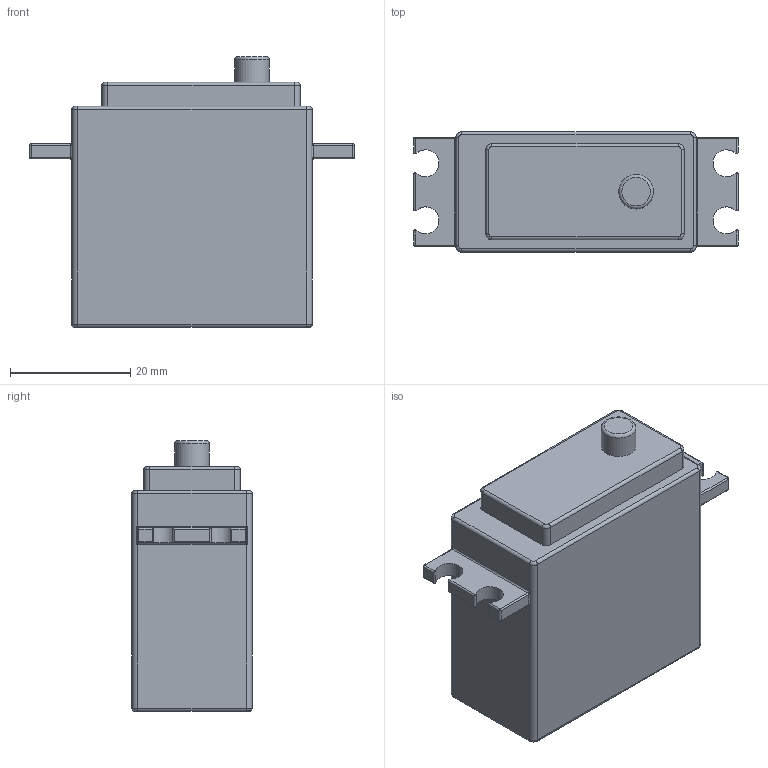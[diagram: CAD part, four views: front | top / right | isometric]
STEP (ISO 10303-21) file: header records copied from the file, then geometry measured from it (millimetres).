
FILE_DESCRIPTION(/* description */ (''),/* implementation_level */ '2;1');
FILE_NAME(/* name */ '274219be-8c8c-448b-a7fd-e50bb6cf4107.stp',/* time_stamp */ '2026-02-26T19:22:38Z',/* author */ (''),/* organization */ (''),/* preprocessor_version */ 'ST-DEVELOPER v20.1',/* originating_system */ 'Autodesk Translation Framework v14.24.0.0',/* authorisation */ '');
FILE_SCHEMA (('AUTOMOTIVE_DESIGN { 1 0 10303 214 3 1 1 }'));
Length unit declared in the file: millimetre
Products named in the file (1): MG 996R Servo
Bounding box: 54 x 20 x 45 mm (x, y, z)
Volume: 32050.9 mm3; surface area: 6846.2 mm2
Topology: 1 solids, 1 shells, 146 faces, 346 edges, 196 vertices
Faces by surface type: cylinder 65, bspline 28, plane 28, torus 17, sphere 8
Full cylindrical faces by diameter (mm): 5.75 x1
Entity records: 4646 total; most frequent: CARTESIAN_POINT 1332, DIRECTION 721, ORIENTED_EDGE 676, EDGE_CURVE 338, AXIS2_PLACEMENT_3D 296, VERTEX_POINT 196, CIRCLE 161, EDGE_LOOP 148
